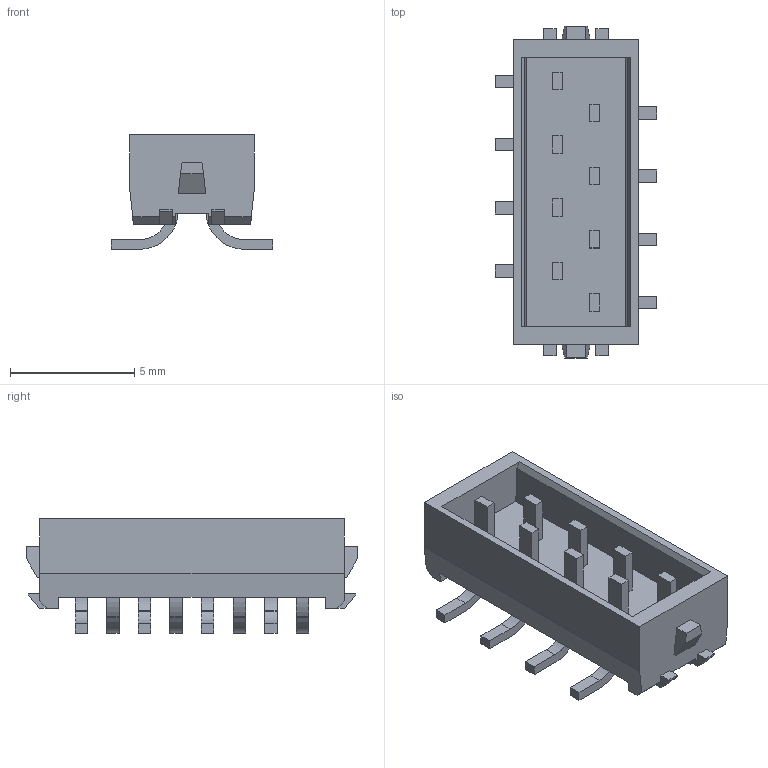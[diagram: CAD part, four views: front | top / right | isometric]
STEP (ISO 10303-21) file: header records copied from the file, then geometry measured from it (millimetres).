
FILE_DESCRIPTION((''),'2;1');
FILE_NAME('TYCO_7-338728-8-MM8MS','2009-10-09T',('dburnier'),(''),'PRO/ENGINEER BY PARAMETRIC TECHNOLOGY CORPORATION, 2008410','PRO/ENGINEER BY PARAMETRIC TECHNOLOGY CORPORATION, 2008410','');
FILE_SCHEMA(('AUTOMOTIVE_DESIGN_CC2 { 1 2 10303 214 -1 1 5 2 }'));
Length unit declared in the file: millimetre
Products named in the file (1): TYCO_7-338728-8-MM8MS
Bounding box: 6.5 x 13.34 x 4.6 mm (x, y, z)
Volume: 122.1 mm3; surface area: 371.5 mm2
Topology: 1 solids, 1 shells, 195 faces, 522 edges, 348 vertices
Faces by surface type: plane 163, cylinder 32
Entity records: 6510 total; most frequent: CARTESIAN_POINT 1065, ORIENTED_EDGE 1044, DIRECTION 976, EDGE_CURVE 522, VECTOR 458, LINE 458, VERTEX_POINT 348, AXIS2_PLACEMENT_3D 259
